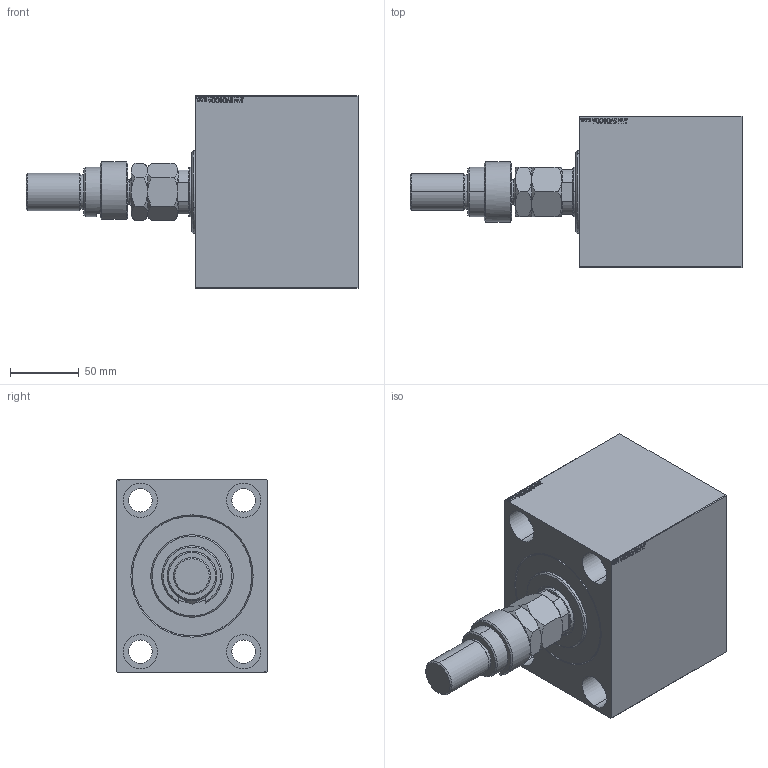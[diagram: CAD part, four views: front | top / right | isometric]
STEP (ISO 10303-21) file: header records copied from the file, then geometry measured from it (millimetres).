
FILE_DESCRIPTION (( 'STEP AP203' ), '1' );
FILE_NAME ('ad04.STEP', '2024-02-12T18:27:00', ( '' ), ( '' ), 'SwSTEP 2.0', 'SolidWorks 2019', '' );
FILE_SCHEMA (( 'CONFIG_CONTROL_DESIGN' ));
Length unit declared in the file: millimetre
Products named in the file (7): DFA e2337500b6b0583e35713ed6333b740d; ad04; FEMALE_PART_FOR_DFA e2337500b6b0583e35713ed6333b740d; MFA e2337500b6b0583e35713ed6333b740d; V450CM_C_VCP e2337500b6b0583e35713ed6333b740d; V450CM_VC_B e2337500b6b0583e35713ed6333b740d; V450CM_C_Body e2337500b6b0583e35713ed6333b740d
Assembly tree (6 placements, depth 3):
  ad04
    V450CM_C_Body e2337500b6b0583e35713ed6333b740d
    V450CM_C_VCP e2337500b6b0583e35713ed6333b740d
    V450CM_VC_B e2337500b6b0583e35713ed6333b740d
    DFA e2337500b6b0583e35713ed6333b740d
      FEMALE_PART_FOR_DFA e2337500b6b0583e35713ed6333b740d
      MFA e2337500b6b0583e35713ed6333b740d
Bounding box: 241.5 x 110 x 140 mm (x, y, z)
Volume: 1724991.4 mm3; surface area: 195675.7 mm2
Topology: 5 solids, 5 shells, 945 faces, 2384 edges, 1565 vertices
Faces by surface type: plane 436, bspline 380, cylinder 71, cone 54, torus 4
Entity records: 46711 total; most frequent: CARTESIAN_POINT 25804, ORIENTED_EDGE 4764, DIRECTION 2912, EDGE_CURVE 2382, VERTEX_POINT 1565, VECTOR 1358, LINE 1358, EDGE_LOOP 1075
